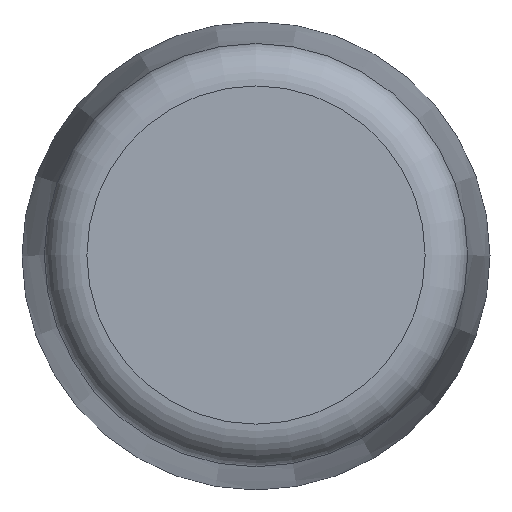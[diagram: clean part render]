
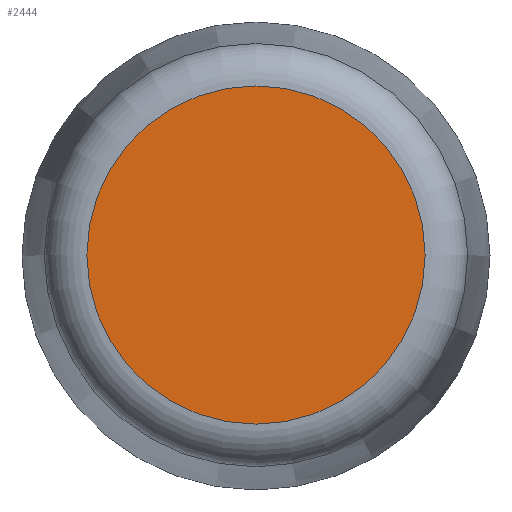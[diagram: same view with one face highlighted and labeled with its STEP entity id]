
A CAD part, top view. The second image highlights one B-rep face of the part: STEP entity #2444.
In plain terms, the highlighted planar face has unit normal (0, 0, 1).
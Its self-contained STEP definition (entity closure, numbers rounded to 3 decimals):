
#2401=CARTESIAN_POINT('',(19.876,0.,65.0));
#2402=VERTEX_POINT('',#2401);
#2403=CARTESIAN_POINT('',(0.0,0.0,65.0));
#2404=DIRECTION('',(0.0,0.0,-1.0));
#2405=DIRECTION('',(-1.0,0.0,0.0));
#2406=AXIS2_PLACEMENT_3D('',#2403,#2404,#2405);
#2407=CIRCLE('',#2406,19.876);
#2408=EDGE_CURVE('',#2402,#2402,#2407,.T.);
#2436=CARTESIAN_POINT('',(0.0,0.0,65.0));
#2437=DIRECTION('',(0.0,0.0,-1.0));
#2438=DIRECTION('',(-1.0,0.0,0.0));
#2439=AXIS2_PLACEMENT_3D('',#2436,#2437,#2438);
#2440=PLANE('',#2439);
#2441=ORIENTED_EDGE('',*,*,#2408,.F.);
#2442=EDGE_LOOP('',(#2441));
#2443=FACE_OUTER_BOUND('',#2442,.T.);
#2444=ADVANCED_FACE('',(#2443),#2440,.F.);
